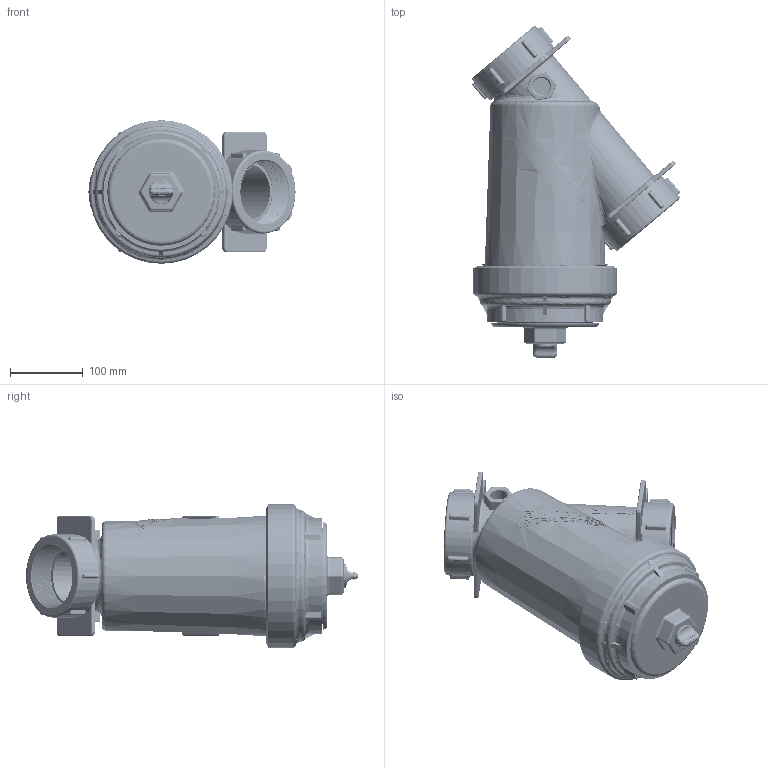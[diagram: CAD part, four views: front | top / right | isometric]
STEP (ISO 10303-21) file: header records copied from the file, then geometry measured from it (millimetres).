
FILE_DESCRIPTION(/* description */ ('3" MLS THREADED STRAINER 50 MESH'),/* implementation_level */ '2;1');
FILE_NAME(/* name */ 'LSM300-50.stp',/* time_stamp */ '2023-08-14T15:23:59-04:00',/* author */ ('MEG'),/* organization */ (''),/* preprocessor_version */ 'ST-DEVELOPER v18.1',/* originating_system */ 'Autodesk Inventor 2022',/* authorisation */ '');
FILE_SCHEMA (('AUTOMOTIVE_DESIGN { 1 0 10303 214 3 1 1 }'));
Products named in the file (11): LSM300-50; MLS300B1; 13777; 13778; LS300EC; LS300ECX; LS350; MLS300CAP; MLS300CAPX; MLS300ECG; MLS300G
Assembly tree (10 placements, depth 3):
  LSM300-50
    MLS300B1
    13777
    13778
    LS300EC
      LS300ECX
    LS350
    MLS300CAP
      MLS300CAPX
    MLS300ECG
    MLS300G
Bounding box: 284.43 x 455.05 x 196.85 mm (x, y, z)
Volume: 3242698 mm3; surface area: 831708.4 mm2
Topology: 8 solids, 8 shells, 2120 faces, 6791 edges, 4688 vertices
Faces by surface type: cylinder 960, plane 570, bspline 348, torus 128, cone 80, sphere 34
Full cylindrical faces by diameter (mm): 6.35 x540, 17.78 x1, 23.114 x2, 33.274 x1, 76.2 x2, 83.82 x18, 101.6 x1, 103.188 x1, 107.493 x1, 109.525 x2, 109.652 x1, 109.728 x1, 114.3 x2, 118.872 x1, 119.438 x4, 120.127 x4, 125.73 x1, 125.865 x3, 127 x1, 137.516 x1, 146.05 x1, 154.94 x1, 157.988 x1, 158.242 x1, 165.1 x3, 166.624 x1, 167.64 x2, 172.72 x2, 175.26 x3, 179.578 x1
Entity records: 135942 total; most frequent: CARTESIAN_POINT 79224, ORIENTED_EDGE 13514, DIRECTION 8578, EDGE_CURVE 6757, VERTEX_POINT 4688, EDGE_LOOP 3255, AXIS2_PLACEMENT_3D 3233, B_SPLINE_CURVE_WITH_KNOTS 3204
